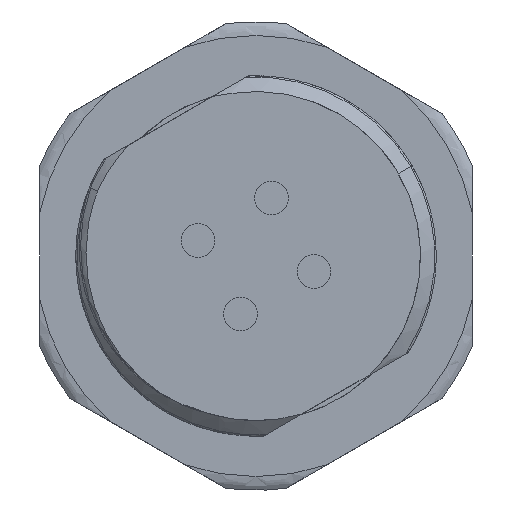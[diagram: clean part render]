
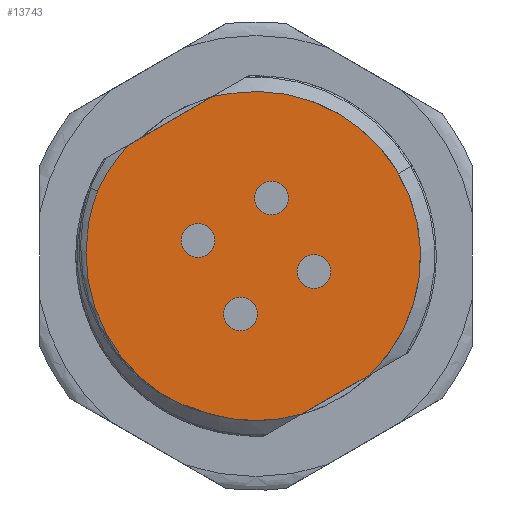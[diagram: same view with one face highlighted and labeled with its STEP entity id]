
A CAD part, front view. The second image highlights one B-rep face of the part: STEP entity #13743.
In plain terms, the highlighted planar face has unit normal (0, -1, 0).
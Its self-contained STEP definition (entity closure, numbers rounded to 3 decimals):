
#5117=CARTESIAN_POINT('',(0.,-8.,0.));
#5118=DIRECTION('',(0.,-1.,0.));
#5119=DIRECTION('',(0.693,0.,-0.721));
#5120=AXIS2_PLACEMENT_3D('',#5117,#5118,#5119);
#5122=CARTESIAN_POINT('',(-1.042,-8.,6.77));
#5157=DIRECTION('',(0.866,0.,0.5));
#5158=VECTOR('',#5157,4.069);
#5159=CARTESIAN_POINT('',(-5.322,-8.,4.606));
#5160=LINE('',#5159,#5158);
#5161=DIRECTION('',(-0.866,0.,-0.5));
#5162=VECTOR('',#5161,3.286);
#5163=CARTESIAN_POINT('',(4.748,-8.,-4.937));
#5164=LINE('',#5163,#5162);
#5165=CARTESIAN_POINT('',(2.415,-8.,-0.647));
#5166=DIRECTION('',(0.,-1.,0.));
#5167=DIRECTION('',(-0.5,0.,0.866));
#5168=AXIS2_PLACEMENT_3D('',#5165,#5166,#5167);
#5170=CARTESIAN_POINT('',(2.415,-8.,-0.647));
#5171=DIRECTION('',(0.,-1.,0.));
#5172=DIRECTION('',(0.5,0.,-0.866));
#5173=AXIS2_PLACEMENT_3D('',#5170,#5171,#5172);
#5175=CARTESIAN_POINT('',(-0.647,-8.,-2.415));
#5176=DIRECTION('',(0.,-1.,0.));
#5177=DIRECTION('',(-0.5,0.,0.866));
#5178=AXIS2_PLACEMENT_3D('',#5175,#5176,#5177);
#5180=CARTESIAN_POINT('',(-0.647,-8.,-2.415));
#5181=DIRECTION('',(0.,-1.,0.));
#5182=DIRECTION('',(0.5,0.,-0.866));
#5183=AXIS2_PLACEMENT_3D('',#5180,#5181,#5182);
#5185=CARTESIAN_POINT('',(-2.415,-8.,0.647));
#5186=DIRECTION('',(0.,-1.,0.));
#5187=DIRECTION('',(-0.5,0.,0.866));
#5188=AXIS2_PLACEMENT_3D('',#5185,#5186,#5187);
#5190=CARTESIAN_POINT('',(-2.415,-8.,0.647));
#5191=DIRECTION('',(0.,-1.,0.));
#5192=DIRECTION('',(0.5,0.,-0.866));
#5193=AXIS2_PLACEMENT_3D('',#5190,#5191,#5192);
#5195=CARTESIAN_POINT('',(0.647,-8.,2.415));
#5196=DIRECTION('',(0.,-1.,0.));
#5197=DIRECTION('',(-0.5,0.,0.866));
#5198=AXIS2_PLACEMENT_3D('',#5195,#5196,#5197);
#5200=CARTESIAN_POINT('',(0.647,-8.,2.415));
#5201=DIRECTION('',(0.,-1.,0.));
#5202=DIRECTION('',(0.5,0.,-0.866));
#5203=AXIS2_PLACEMENT_3D('',#5200,#5201,#5202);
#5216=CARTESIAN_POINT('',(-1.798,-8.,6.641));
#5217=CARTESIAN_POINT('',(-1.715,-8.,6.66));
#5218=CARTESIAN_POINT('',(-1.548,-8.,6.695));
#5219=CARTESIAN_POINT('',(-1.296,-8.,6.738));
#5220=CARTESIAN_POINT('',(-1.127,-8.,6.761));
#5221=CARTESIAN_POINT('',(-1.042,-8.,6.77));
#5356=CARTESIAN_POINT('',(0.,-8.,0.));
#5357=DIRECTION('',(0.,-1.,0.));
#5358=DIRECTION('',(-0.285,0.,-0.958));
#5359=AXIS2_PLACEMENT_3D('',#5356,#5357,#5358);
#5481=CARTESIAN_POINT('',(-6.59,-8.,2.708));
#5482=CARTESIAN_POINT('',(-6.51,-8.,2.883));
#5483=CARTESIAN_POINT('',(-6.338,-8.,3.225));
#5484=CARTESIAN_POINT('',(-6.038,-8.,3.715));
#5485=CARTESIAN_POINT('',(-5.7,-8.,4.178));
#5486=CARTESIAN_POINT('',(-5.452,-8.,4.467));
#5487=CARTESIAN_POINT('',(-5.322,-8.,4.606));
#5489=CARTESIAN_POINT('',(-4.802,-8.,-5.065));
#5490=CARTESIAN_POINT('',(-4.961,-8.,-4.919));
#5491=CARTESIAN_POINT('',(-5.266,-8.,-4.613));
#5492=CARTESIAN_POINT('',(-5.679,-8.,-4.113));
#5493=CARTESIAN_POINT('',(-6.045,-8.,-3.576));
#5494=CARTESIAN_POINT('',(-6.359,-8.,-3.006));
#5495=CARTESIAN_POINT('',(-6.621,-8.,-2.41));
#5496=CARTESIAN_POINT('',(-6.826,-8.,-1.791));
#5497=CARTESIAN_POINT('',(-6.973,-8.,-1.155));
#5498=CARTESIAN_POINT('',(-7.061,-8.,-0.507));
#5499=CARTESIAN_POINT('',(-7.089,-8.,0.147));
#5500=CARTESIAN_POINT('',(-7.056,-8.,0.801));
#5501=CARTESIAN_POINT('',(-6.963,-8.,1.45));
#5502=CARTESIAN_POINT('',(-6.811,-8.,2.089));
#5503=CARTESIAN_POINT('',(-6.67,-8.,2.504));
#5504=CARTESIAN_POINT('',(-6.59,-8.,2.708));
#5510=CARTESIAN_POINT('',(-1.954,-8.,-6.565));
#5511=CARTESIAN_POINT('',(-2.132,-8.,-6.523));
#5512=CARTESIAN_POINT('',(-2.484,-8.,-6.423));
#5513=CARTESIAN_POINT('',(-3.,-8.,-6.228));
#5514=CARTESIAN_POINT('',(-3.496,-8.,-5.991));
#5515=CARTESIAN_POINT('',(-3.969,-8.,-5.715));
#5516=CARTESIAN_POINT('',(-4.412,-8.,-5.402));
#5517=CARTESIAN_POINT('',(-4.676,-8.,-5.18));
#5518=CARTESIAN_POINT('',(-4.802,-8.,-5.065));
#6303=CARTESIAN_POINT('',(-5.322,-8.,4.606));
#6304=CARTESIAN_POINT('',(-1.798,-8.,6.641));
#6305=VERTEX_POINT('',#6303);
#6306=VERTEX_POINT('',#6304);
#6307=CARTESIAN_POINT('',(4.748,-8.,-4.937));
#6308=CARTESIAN_POINT('',(1.902,-8.,-6.581));
#6309=VERTEX_POINT('',#6307);
#6310=VERTEX_POINT('',#6308);
#6388=VERTEX_POINT('',#5122);
#6398=VERTEX_POINT('',#5481);
#6422=VERTEX_POINT('',#5489);
#6423=VERTEX_POINT('',#5510);
#6901=CARTESIAN_POINT('',(2.065,-8.,-0.041));
#6902=CARTESIAN_POINT('',(2.765,-8.,-1.253));
#6903=VERTEX_POINT('',#6901);
#6904=VERTEX_POINT('',#6902);
#6969=CARTESIAN_POINT('',(-0.997,-8.,-1.809));
#6970=CARTESIAN_POINT('',(-0.297,-8.,-3.021));
#6971=VERTEX_POINT('',#6969);
#6972=VERTEX_POINT('',#6970);
#7037=CARTESIAN_POINT('',(-2.765,-8.,1.253));
#7038=CARTESIAN_POINT('',(-2.065,-8.,0.041));
#7039=VERTEX_POINT('',#7037);
#7040=VERTEX_POINT('',#7038);
#7105=CARTESIAN_POINT('',(0.297,-8.,3.021));
#7106=CARTESIAN_POINT('',(0.997,-8.,1.809));
#7107=VERTEX_POINT('',#7105);
#7108=VERTEX_POINT('',#7106);
#13699=CARTESIAN_POINT('',(0.,-8.,0.));
#13700=DIRECTION('',(0.,-1.,0.));
#13701=DIRECTION('',(0.866,0.,0.5));
#13702=AXIS2_PLACEMENT_3D('',#13699,#13700,#13701);
#13703=PLANE('',#13702);
#13704=ORIENTED_EDGE('',*,*,#11922,.T.);
#13706=ORIENTED_EDGE('',*,*,#13705,.T.);
#13707=ORIENTED_EDGE('',*,*,#13691,.F.);
#13708=ORIENTED_EDGE('',*,*,#12343,.T.);
#13710=ORIENTED_EDGE('',*,*,#13709,.F.);
#13712=ORIENTED_EDGE('',*,*,#13711,.T.);
#13714=ORIENTED_EDGE('',*,*,#13713,.T.);
#13716=ORIENTED_EDGE('',*,*,#13715,.T.);
#13717=EDGE_LOOP('',(#13704,#13706,#13707,#13708,#13710,#13712,#13714,#13716));
#13718=FACE_OUTER_BOUND('',#13717,.F.);
#13720=ORIENTED_EDGE('',*,*,#13719,.T.);
#13722=ORIENTED_EDGE('',*,*,#13721,.T.);
#13723=EDGE_LOOP('',(#13720,#13722));
#13724=FACE_BOUND('',#13723,.F.);
#13726=ORIENTED_EDGE('',*,*,#13725,.T.);
#13728=ORIENTED_EDGE('',*,*,#13727,.T.);
#13729=EDGE_LOOP('',(#13726,#13728));
#13730=FACE_BOUND('',#13729,.F.);
#13732=ORIENTED_EDGE('',*,*,#13731,.T.);
#13734=ORIENTED_EDGE('',*,*,#13733,.T.);
#13735=EDGE_LOOP('',(#13732,#13734));
#13736=FACE_BOUND('',#13735,.F.);
#13738=ORIENTED_EDGE('',*,*,#13737,.T.);
#13740=ORIENTED_EDGE('',*,*,#13739,.T.);
#13741=EDGE_LOOP('',(#13738,#13740));
#13742=FACE_BOUND('',#13741,.F.);
#5121=CIRCLE('',#5120,6.85);
#5169=CIRCLE('',#5168,0.7);
#5174=CIRCLE('',#5173,0.7);
#5179=CIRCLE('',#5178,0.7);
#5184=CIRCLE('',#5183,0.7);
#5189=CIRCLE('',#5188,0.7);
#5194=CIRCLE('',#5193,0.7);
#5199=CIRCLE('',#5198,0.7);
#5204=CIRCLE('',#5203,0.7);
#5222=B_SPLINE_CURVE_WITH_KNOTS('',3,(#5216,#5217,#5218,#5219,#5220,#5221),
.UNSPECIFIED.,.F.,.F.,(4,1,1,4),(0.,0.333,0.667,1.),
.UNSPECIFIED.);
#5360=CIRCLE('',#5359,6.85);
#5488=B_SPLINE_CURVE_WITH_KNOTS('',3,(#5481,#5482,#5483,#5484,#5485,#5486,
#5487),.UNSPECIFIED.,.F.,.F.,(4,1,1,1,4),(0.,0.25,0.5,0.75,1.),
.UNSPECIFIED.);
#5505=B_SPLINE_CURVE_WITH_KNOTS('',3,(#5489,#5490,#5491,#5492,#5493,#5494,#5495,
#5496,#5497,#5498,#5499,#5500,#5501,#5502,#5503,#5504),.UNSPECIFIED.,.F.,.F.,(4,
1,1,1,1,1,1,1,1,1,1,1,1,4),(0.,0.077,0.154,
0.231,0.308,0.385,0.462,
0.538,0.615,0.692,0.769,
0.846,0.923,1.),.UNSPECIFIED.);
#5519=B_SPLINE_CURVE_WITH_KNOTS('',3,(#5510,#5511,#5512,#5513,#5514,#5515,#5516,
#5517,#5518),.UNSPECIFIED.,.F.,.F.,(4,1,1,1,1,1,4),(0.,0.167,
0.333,0.5,0.667,0.833,1.),
.UNSPECIFIED.);
#11922=EDGE_CURVE('',#6305,#6306,#5160,.T.);
#12343=EDGE_CURVE('',#6309,#6310,#5164,.T.);
#13691=EDGE_CURVE('',#6309,#6388,#5121,.T.);
#13705=EDGE_CURVE('',#6306,#6388,#5222,.T.);
#13709=EDGE_CURVE('',#6423,#6310,#5360,.T.);
#13711=EDGE_CURVE('',#6423,#6422,#5519,.T.);
#13713=EDGE_CURVE('',#6422,#6398,#5505,.T.);
#13715=EDGE_CURVE('',#6398,#6305,#5488,.T.);
#13719=EDGE_CURVE('',#6903,#6904,#5169,.T.);
#13721=EDGE_CURVE('',#6904,#6903,#5174,.T.);
#13725=EDGE_CURVE('',#6971,#6972,#5179,.T.);
#13727=EDGE_CURVE('',#6972,#6971,#5184,.T.);
#13731=EDGE_CURVE('',#7039,#7040,#5189,.T.);
#13733=EDGE_CURVE('',#7040,#7039,#5194,.T.);
#13737=EDGE_CURVE('',#7107,#7108,#5199,.T.);
#13739=EDGE_CURVE('',#7108,#7107,#5204,.T.);
#13743=ADVANCED_FACE('',(#13718,#13724,#13730,#13736,#13742),#13703,.T.);
